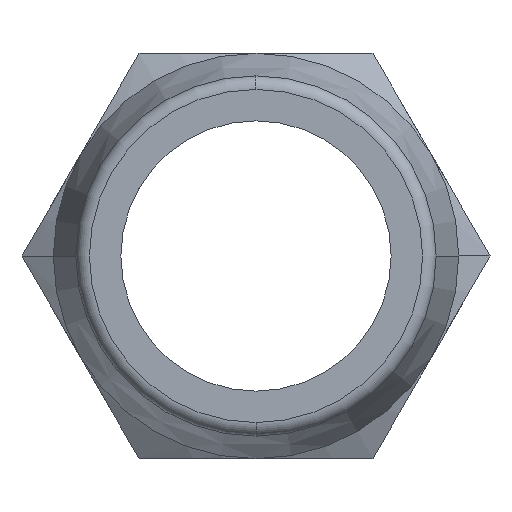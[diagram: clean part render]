
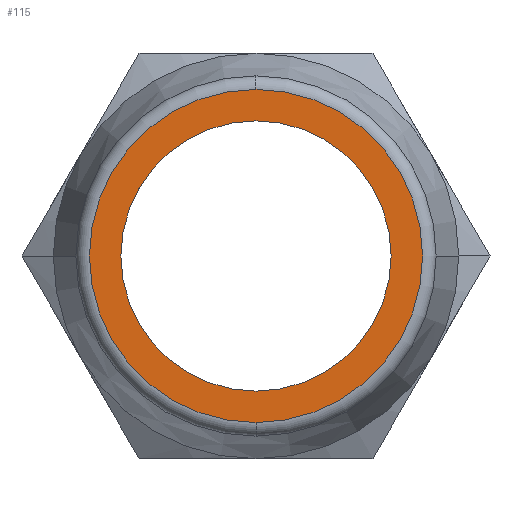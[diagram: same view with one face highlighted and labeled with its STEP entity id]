
A CAD part, front view. The second image highlights one B-rep face of the part: STEP entity #115.
In plain terms, the highlighted planar face has unit normal (0, -1, 0).
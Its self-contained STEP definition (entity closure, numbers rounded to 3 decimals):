
#115=ADVANCED_FACE('',(#246,#247),#248,.T.);
#246=FACE_BOUND('',#391,.T.);
#247=FACE_OUTER_BOUND('',#392,.T.);
#248=PLANE('',#393);
#391=EDGE_LOOP('',(#649,#650));
#392=EDGE_LOOP('',(#651,#652,#653));
#393=AXIS2_PLACEMENT_3D('',#654,#655,#656);
#649=ORIENTED_EDGE('',*,*,#929,.T.);
#650=ORIENTED_EDGE('',*,*,#930,.T.);
#651=ORIENTED_EDGE('',*,*,#922,.F.);
#652=ORIENTED_EDGE('',*,*,#921,.F.);
#653=ORIENTED_EDGE('',*,*,#931,.F.);
#654=CARTESIAN_POINT('',(1.85,0.,0.0));
#655=DIRECTION('',(0.,-1.0,-0.0));
#656=DIRECTION('',(-1.0,0.,0.0));
#921=EDGE_CURVE('',#1105,#1108,#1109,.T.);
#922=EDGE_CURVE('',#1108,#1110,#1111,.T.);
#929=EDGE_CURVE('',#1119,#1120,#1121,.T.);
#930=EDGE_CURVE('',#1120,#1119,#1122,.T.);
#931=EDGE_CURVE('',#1110,#1105,#1123,.T.);
#1105=VERTEX_POINT('',#1477);
#1108=VERTEX_POINT('',#1480);
#1109=CIRCLE('',#1481,3.7);
#1110=VERTEX_POINT('',#1482);
#1111=CIRCLE('',#1483,3.7);
#1119=VERTEX_POINT('',#1513);
#1120=VERTEX_POINT('',#1514);
#1121=CIRCLE('',#1515,3.0);
#1122=CIRCLE('',#1516,3.0);
#1123=CIRCLE('',#1517,3.7);
#1477=CARTESIAN_POINT('',(0.,0.,3.7));
#1480=CARTESIAN_POINT('',(3.7,0.,0.0));
#1481=AXIS2_PLACEMENT_3D('',#1775,#1776,#1777);
#1482=CARTESIAN_POINT('',(0.,0.,-3.7));
#1483=AXIS2_PLACEMENT_3D('',#1778,#1779,#1780);
#1513=CARTESIAN_POINT('',(-3.0,0.0,0.));
#1514=CARTESIAN_POINT('',(3.0,0.,0.));
#1515=AXIS2_PLACEMENT_3D('',#1787,#1788,#1789);
#1516=AXIS2_PLACEMENT_3D('',#1790,#1791,#1792);
#1517=AXIS2_PLACEMENT_3D('',#1793,#1794,#1795);
#1775=CARTESIAN_POINT('',(0.0,0.,0.0));
#1776=DIRECTION('',(-0.0,1.0,0.0));
#1777=DIRECTION('',(1.0,0.0,0.0));
#1778=CARTESIAN_POINT('',(0.0,0.,0.0));
#1779=DIRECTION('',(-0.0,1.0,0.0));
#1780=DIRECTION('',(1.0,0.0,0.0));
#1787=CARTESIAN_POINT('',(0.0,0.0,0.0));
#1788=DIRECTION('',(0.,1.0,0.0));
#1789=DIRECTION('',(1.0,0.,0.0));
#1790=CARTESIAN_POINT('',(0.0,0.0,0.0));
#1791=DIRECTION('',(0.,1.0,0.0));
#1792=DIRECTION('',(1.0,0.,0.0));
#1793=CARTESIAN_POINT('',(0.0,0.,0.0));
#1794=DIRECTION('',(-0.0,1.0,0.0));
#1795=DIRECTION('',(1.0,0.0,0.0));
